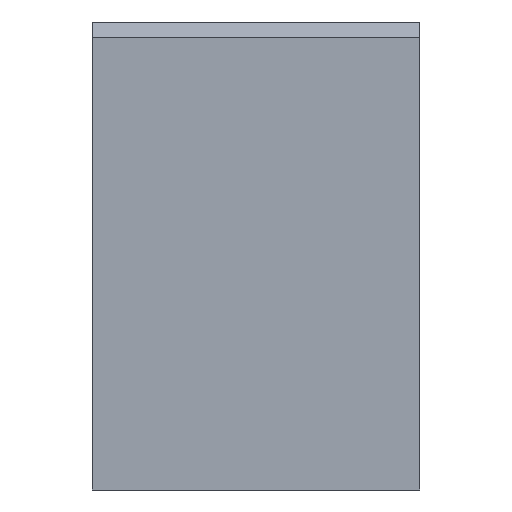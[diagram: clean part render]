
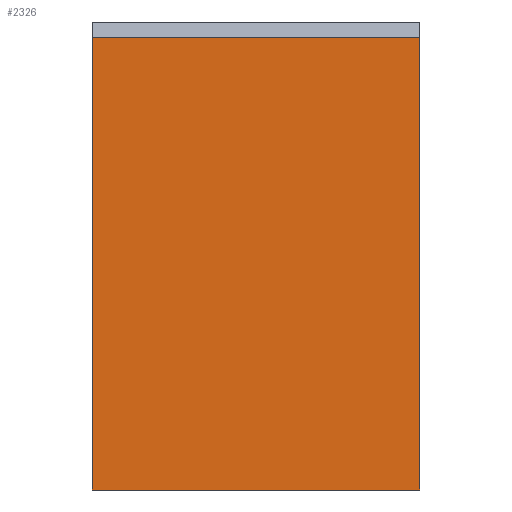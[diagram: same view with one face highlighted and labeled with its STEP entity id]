
A CAD part, left-side view. The second image highlights one B-rep face of the part: STEP entity #2326.
In plain terms, the highlighted planar face has unit normal (-1, 0, 0).
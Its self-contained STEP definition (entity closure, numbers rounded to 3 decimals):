
#212 = ORIENTED_EDGE ( 'NONE', *, *, #3196, .F. ) ;
#213 = DIRECTION ( 'NONE',  ( 1., 0., 0. ) ) ;
#281 = VERTEX_POINT ( 'NONE', #2764 ) ;
#509 = VECTOR ( 'NONE', #2933, 1000. ) ;
#545 = CARTESIAN_POINT ( 'NONE',  ( -17.5, -17.5, 0. ) ) ;
#1024 = VERTEX_POINT ( 'NONE', #3924 ) ;
#1058 = CARTESIAN_POINT ( 'NONE',  ( -17.5, 17.5, 48.34 ) ) ;
#1165 = LINE ( 'NONE', #3960, #2807 ) ;
#1257 = LINE ( 'NONE', #545, #2256 ) ;
#1318 = VERTEX_POINT ( 'NONE', #2574 ) ;
#1488 = DIRECTION ( 'NONE',  ( 0., 0., -1. ) ) ;
#1609 = LINE ( 'NONE', #4256, #509 ) ;
#1626 = DIRECTION ( 'NONE',  ( 0., 0., -1. ) ) ;
#1900 = AXIS2_PLACEMENT_3D ( 'NONE', #2914, #213, #2522 ) ;
#2081 = ORIENTED_EDGE ( 'NONE', *, *, #4022, .T. ) ;
#2108 = FACE_OUTER_BOUND ( 'NONE', #2630, .T. ) ;
#2256 = VECTOR ( 'NONE', #3910, 1000. ) ;
#2326 = ADVANCED_FACE ( 'NONE', ( #2108 ), #2932, .F. ) ;
#2522 = DIRECTION ( 'NONE',  ( 0., 0., 1. ) ) ;
#2574 = CARTESIAN_POINT ( 'NONE',  ( -17.5, 17.5, 0. ) ) ;
#2630 = EDGE_LOOP ( 'NONE', ( #3071, #212, #3101, #2081 ) ) ;
#2764 = CARTESIAN_POINT ( 'NONE',  ( -17.5, -17.5, 0. ) ) ;
#2807 = VECTOR ( 'NONE', #1488, 1000. ) ;
#2914 = CARTESIAN_POINT ( 'NONE',  ( -17.5, -17.5, 48.34 ) ) ;
#2932 = PLANE ( 'NONE',  #1900 ) ;
#2933 = DIRECTION ( 'NONE',  ( 0., 1., 0. ) ) ;
#3071 = ORIENTED_EDGE ( 'NONE', *, *, #3605, .F. ) ;
#3101 = ORIENTED_EDGE ( 'NONE', *, *, #3553, .T. ) ;
#3196 = EDGE_CURVE ( 'NONE', #1024, #281, #1165, .T. ) ;
#3333 = CARTESIAN_POINT ( 'NONE',  ( -17.5, 17.5, 48.34 ) ) ;
#3368 = VERTEX_POINT ( 'NONE', #3333 ) ;
#3553 = EDGE_CURVE ( 'NONE', #1024, #3368, #1609, .T. ) ;
#3605 = EDGE_CURVE ( 'NONE', #281, #1318, #1257, .T. ) ;
#3649 = LINE ( 'NONE', #1058, #3851 ) ;
#3851 = VECTOR ( 'NONE', #1626, 1000. ) ;
#3910 = DIRECTION ( 'NONE',  ( 0., 1., 0. ) ) ;
#3924 = CARTESIAN_POINT ( 'NONE',  ( -17.5, -17.5, 48.34 ) ) ;
#3960 = CARTESIAN_POINT ( 'NONE',  ( -17.5, -17.5, 48.34 ) ) ;
#4022 = EDGE_CURVE ( 'NONE', #3368, #1318, #3649, .T. ) ;
#4256 = CARTESIAN_POINT ( 'NONE',  ( -17.5, -17.5, 48.34 ) ) ;
